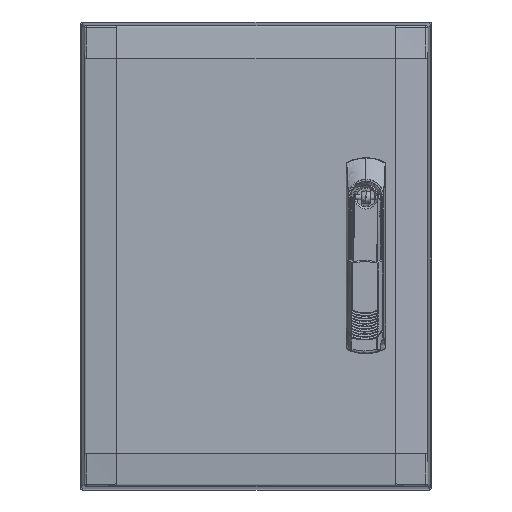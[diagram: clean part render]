
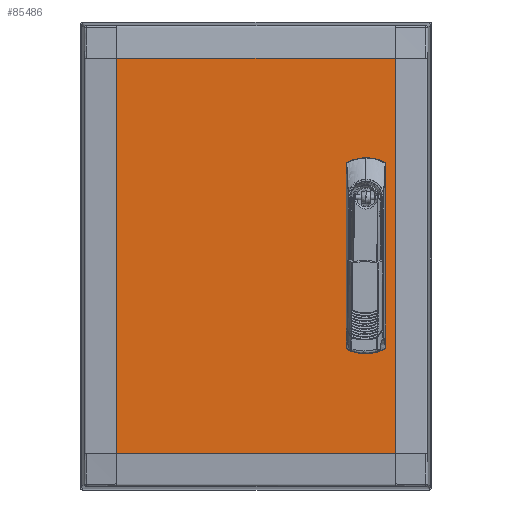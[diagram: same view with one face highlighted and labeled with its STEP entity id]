
A CAD part, top view. The second image highlights one B-rep face of the part: STEP entity #85486.
In plain terms, the highlighted face is planar.
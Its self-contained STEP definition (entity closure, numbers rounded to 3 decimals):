
#1234 = CARTESIAN_POINT ( 'NONE',  ( 81.5, 30., 75. ) ) ;
#2647 = DIRECTION ( 'NONE',  ( 0., -1., 0. ) ) ;
#3518 = DIRECTION ( 'NONE',  ( -1., 0., 0. ) ) ;
#5418 = EDGE_CURVE ( 'NONE', #38281, #69977, #61637, .T. ) ;
#6342 = CARTESIAN_POINT ( 'NONE',  ( 81.5, 30., -25. ) ) ;
#8666 = ORIENTED_EDGE ( 'NONE', *, *, #102781, .F. ) ;
#9373 = VERTEX_POINT ( 'NONE', #29329 ) ;
#11763 = CARTESIAN_POINT ( 'NONE',  ( 106.5, 30., 25. ) ) ;
#11820 = CARTESIAN_POINT ( 'NONE',  ( -149., 30., 199. ) ) ;
#12049 = VECTOR ( 'NONE', #38449, 1000. ) ;
#12782 = LINE ( 'NONE', #99757, #117136 ) ;
#15260 = ORIENTED_EDGE ( 'NONE', *, *, #5418, .F. ) ;
#15478 = ORIENTED_EDGE ( 'NONE', *, *, #135731, .F. ) ;
#16359 = CARTESIAN_POINT ( 'NONE',  ( -149., 30., -75. ) ) ;
#17377 = VECTOR ( 'NONE', #80136, 1000. ) ;
#19601 = VERTEX_POINT ( 'NONE', #11763 ) ;
#20604 = CARTESIAN_POINT ( 'NONE',  ( 81.5, 30., 199. ) ) ;
#21584 = ORIENTED_EDGE ( 'NONE', *, *, #110204, .F. ) ;
#27680 = DIRECTION ( 'NONE',  ( -1., 0., 0. ) ) ;
#28402 = DIRECTION ( 'NONE',  ( 0., 0., 1. ) ) ;
#28547 = CARTESIAN_POINT ( 'NONE',  ( -118.913, 30., 199. ) ) ;
#29015 = EDGE_CURVE ( 'NONE', #19601, #51361, #35330, .T. ) ;
#29329 = CARTESIAN_POINT ( 'NONE',  ( 106.5, 30., -25. ) ) ;
#31108 = CARTESIAN_POINT ( 'NONE',  ( 118.913, 30., -168.913 ) ) ;
#32845 = VECTOR ( 'NONE', #3518, 1000. ) ;
#33329 = EDGE_CURVE ( 'NONE', #70160, #38281, #81444, .T. ) ;
#33380 = VERTEX_POINT ( 'NONE', #37918 ) ;
#33604 = LINE ( 'NONE', #56225, #45306 ) ;
#35330 = LINE ( 'NONE', #100379, #32845 ) ;
#35388 = AXIS2_PLACEMENT_3D ( 'NONE', #11820, #2647, #109427 ) ;
#36470 = CARTESIAN_POINT ( 'NONE',  ( -118.913, 30., 168.913 ) ) ;
#37918 = CARTESIAN_POINT ( 'NONE',  ( -118.913, 30., -168.913 ) ) ;
#38281 = VERTEX_POINT ( 'NONE', #51787 ) ;
#38449 = DIRECTION ( 'NONE',  ( 0., 0., -1. ) ) ;
#39173 = DIRECTION ( 'NONE',  ( 1., 0., 0. ) ) ;
#39232 = EDGE_LOOP ( 'NONE', ( #15260, #117887, #115531, #125453 ) ) ;
#40813 = VERTEX_POINT ( 'NONE', #58029 ) ;
#41589 = DIRECTION ( 'NONE',  ( 0., 0., 1. ) ) ;
#43506 = DIRECTION ( 'NONE',  ( -1., 0., 0. ) ) ;
#43666 = PLANE ( 'NONE',  #35388 ) ;
#45306 = VECTOR ( 'NONE', #43506, 1000. ) ;
#45478 = CARTESIAN_POINT ( 'NONE',  ( 106.5, 30., 199. ) ) ;
#45526 = EDGE_CURVE ( 'NONE', #51361, #84154, #125086, .T. ) ;
#49061 = EDGE_LOOP ( 'NONE', ( #73358, #15478, #8666, #89891 ) ) ;
#49815 = CARTESIAN_POINT ( 'NONE',  ( -149., 30., -25. ) ) ;
#51361 = VERTEX_POINT ( 'NONE', #90459 ) ;
#51787 = CARTESIAN_POINT ( 'NONE',  ( 81.5, 30., -75. ) ) ;
#52244 = DIRECTION ( 'NONE',  ( 1., 0., 0. ) ) ;
#53626 = CARTESIAN_POINT ( 'NONE',  ( -149., 30., 75. ) ) ;
#53987 = LINE ( 'NONE', #98511, #127360 ) ;
#56225 = CARTESIAN_POINT ( 'NONE',  ( -149., 30., 168.913 ) ) ;
#56375 = FACE_BOUND ( 'NONE', #57917, .T. ) ;
#57917 = EDGE_LOOP ( 'NONE', ( #95097, #127087, #21584, #78597 ) ) ;
#58029 = CARTESIAN_POINT ( 'NONE',  ( 118.913, 30., 168.913 ) ) ;
#61637 = LINE ( 'NONE', #20604, #105209 ) ;
#69977 = VERTEX_POINT ( 'NONE', #6342 ) ;
#70160 = VERTEX_POINT ( 'NONE', #76247 ) ;
#70834 = CARTESIAN_POINT ( 'NONE',  ( 118.913, 30., 199. ) ) ;
#73047 = VERTEX_POINT ( 'NONE', #31108 ) ;
#73107 = LINE ( 'NONE', #49815, #112840 ) ;
#73358 = ORIENTED_EDGE ( 'NONE', *, *, #98154, .F. ) ;
#74315 = DIRECTION ( 'NONE',  ( 0., 0., 1. ) ) ;
#75228 = LINE ( 'NONE', #45478, #17377 ) ;
#76247 = CARTESIAN_POINT ( 'NONE',  ( 106.5, 30., -75. ) ) ;
#78597 = ORIENTED_EDGE ( 'NONE', *, *, #120195, .F. ) ;
#80136 = DIRECTION ( 'NONE',  ( 0., 0., -1. ) ) ;
#81444 = LINE ( 'NONE', #16359, #139278 ) ;
#82119 = VECTOR ( 'NONE', #28402, 1000. ) ;
#84154 = VERTEX_POINT ( 'NONE', #1234 ) ;
#85486 = ADVANCED_FACE ( 'NONE', ( #110818, #108029, #56375 ), #43666, .F. ) ;
#89843 = DIRECTION ( 'NONE',  ( 0., 0., -1. ) ) ;
#89891 = ORIENTED_EDGE ( 'NONE', *, *, #131214, .F. ) ;
#90195 = EDGE_CURVE ( 'NONE', #9373, #70160, #12782, .T. ) ;
#90459 = CARTESIAN_POINT ( 'NONE',  ( 81.5, 30., 25. ) ) ;
#95097 = ORIENTED_EDGE ( 'NONE', *, *, #45526, .F. ) ;
#97108 = DIRECTION ( 'NONE',  ( 1., 0., 0. ) ) ;
#98154 = EDGE_CURVE ( 'NONE', #130937, #33380, #135363, .T. ) ;
#98511 = CARTESIAN_POINT ( 'NONE',  ( -149., 30., -168.913 ) ) ;
#99757 = CARTESIAN_POINT ( 'NONE',  ( 106.5, 30., 199. ) ) ;
#100379 = CARTESIAN_POINT ( 'NONE',  ( -149., 30., 25. ) ) ;
#102781 = EDGE_CURVE ( 'NONE', #73047, #40813, #125293, .T. ) ;
#105209 = VECTOR ( 'NONE', #74315, 1000. ) ;
#108029 = FACE_BOUND ( 'NONE', #39232, .T. ) ;
#108291 = VECTOR ( 'NONE', #52244, 1000. ) ;
#109427 = DIRECTION ( 'NONE',  ( 0., 0., -1. ) ) ;
#110204 = EDGE_CURVE ( 'NONE', #117338, #19601, #75228, .T. ) ;
#110818 = FACE_OUTER_BOUND ( 'NONE', #49061, .T. ) ;
#112840 = VECTOR ( 'NONE', #39173, 1000. ) ;
#115531 = ORIENTED_EDGE ( 'NONE', *, *, #90195, .F. ) ;
#117136 = VECTOR ( 'NONE', #89843, 1000. ) ;
#117338 = VERTEX_POINT ( 'NONE', #135676 ) ;
#117887 = ORIENTED_EDGE ( 'NONE', *, *, #33329, .F. ) ;
#120195 = EDGE_CURVE ( 'NONE', #84154, #117338, #138537, .T. ) ;
#122443 = EDGE_CURVE ( 'NONE', #69977, #9373, #73107, .T. ) ;
#125086 = LINE ( 'NONE', #138504, #133602 ) ;
#125293 = LINE ( 'NONE', #70834, #82119 ) ;
#125453 = ORIENTED_EDGE ( 'NONE', *, *, #122443, .F. ) ;
#127087 = ORIENTED_EDGE ( 'NONE', *, *, #29015, .F. ) ;
#127360 = VECTOR ( 'NONE', #97108, 1000. ) ;
#130937 = VERTEX_POINT ( 'NONE', #36470 ) ;
#131214 = EDGE_CURVE ( 'NONE', #33380, #73047, #53987, .T. ) ;
#133602 = VECTOR ( 'NONE', #41589, 1000. ) ;
#135363 = LINE ( 'NONE', #28547, #12049 ) ;
#135676 = CARTESIAN_POINT ( 'NONE',  ( 106.5, 30., 75. ) ) ;
#135731 = EDGE_CURVE ( 'NONE', #40813, #130937, #33604, .T. ) ;
#138504 = CARTESIAN_POINT ( 'NONE',  ( 81.5, 30., 199. ) ) ;
#138537 = LINE ( 'NONE', #53626, #108291 ) ;
#139278 = VECTOR ( 'NONE', #27680, 1000. ) ;
